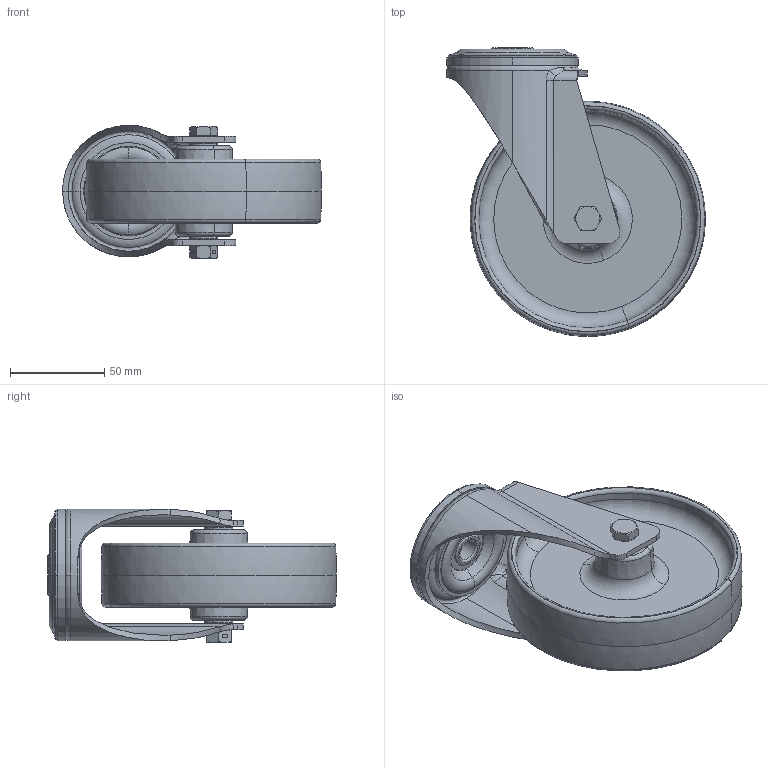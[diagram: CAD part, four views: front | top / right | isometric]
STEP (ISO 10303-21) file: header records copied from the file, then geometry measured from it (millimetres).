
FILE_DESCRIPTION (( 'STEP AP214' ), '1' );
FILE_NAME ('0056036.step', '2023-06-30T08:28:01', ( '' ), ( '' ), 'SwSTEP 2.0', 'SolidWorks 2020', '' );
FILE_SCHEMA (( 'AUTOMOTIVE_DESIGN' ));
Length unit declared in the file: millimetre
Products named in the file (1): 0056036
Bounding box: 137.49 x 153.49 x 71 mm (x, y, z)
Volume: 223365.2 mm3; surface area: 107745.1 mm2
Topology: 8 solids, 9 shells, 311 faces, 665 edges, 390 vertices
Faces by surface type: torus 86, plane 78, cylinder 69, cone 62, bspline 16
Entity records: 13734 total; most frequent: CARTESIAN_POINT 3463, DIRECTION 1511, ORIENTED_EDGE 1330, EDGE_CURVE 665, AXIS2_PLACEMENT_3D 664, VERTEX_POINT 390, CIRCLE 368, EDGE_LOOP 349
